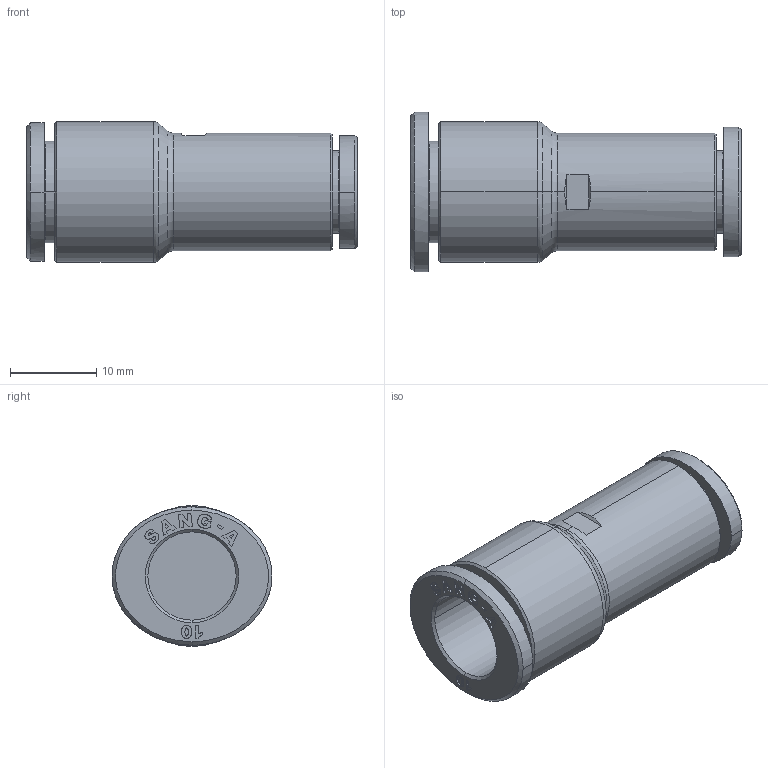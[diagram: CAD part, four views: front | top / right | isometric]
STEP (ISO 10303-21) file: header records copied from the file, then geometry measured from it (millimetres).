
FILE_DESCRIPTION (( 'STEP AP214' ), '1' );
FILE_NAME ('PG10-08.stp', '2015-08-18T11:40:26', ( '' ), ( '' ), 'SwSTEP 2.0', 'SolidWorks 2015', '' );
FILE_SCHEMA (( 'AUTOMOTIVE_DESIGN' ));
Length unit declared in the file: millimetre
Products named in the file (2): ｦ+ﾃｦ1; PG10-08
Assembly tree (1 placements, depth 2):
  PG10-08
    ｦ+ﾃｦ1
Bounding box: 38.2 x 18.5 x 16.3 mm (x, y, z)
Volume: 3878.3 mm3; surface area: 3591.6 mm2
Topology: 1 solids, 1 shells, 798 faces, 2277 edges, 1514 vertices
Faces by surface type: plane 720, bspline 41, cylinder 21, cone 14, torus 2
Entity records: 27311 total; most frequent: CARTESIAN_POINT 6532, ORIENTED_EDGE 4554, DIRECTION 3771, EDGE_CURVE 2277, VECTOR 2109, LINE 2109, VERTEX_POINT 1514, AXIS2_PLACEMENT_3D 831
